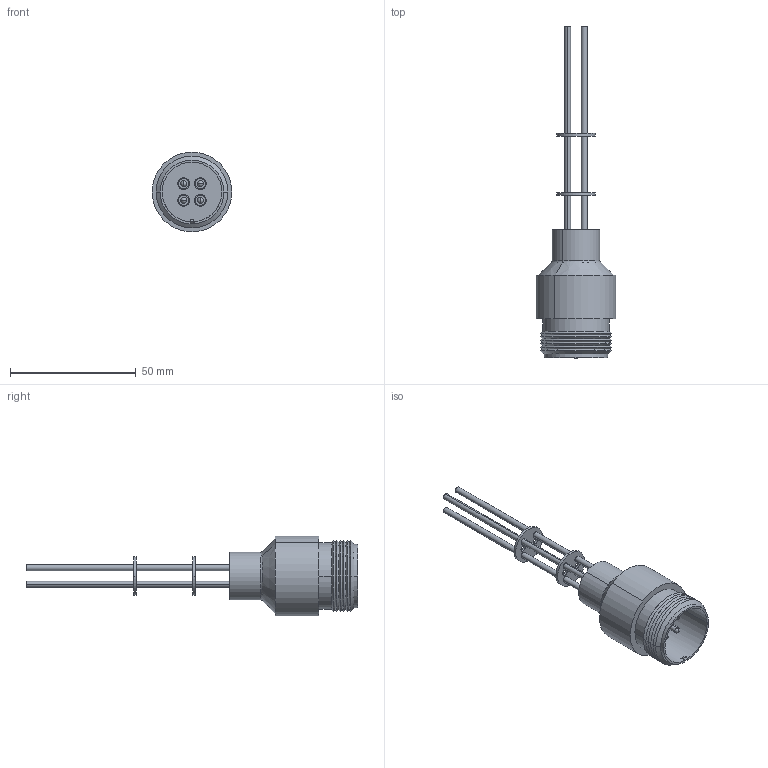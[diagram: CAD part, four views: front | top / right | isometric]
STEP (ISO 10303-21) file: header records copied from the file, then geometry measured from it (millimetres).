
FILE_DESCRIPTION (( 'STEP AP203' ), '1' );
FILE_NAME ('A2566-5-W.STEP', '2011-12-09T19:26:45', ( '' ), ( '' ), 'SwSTEP 2.0', 'SolidWorks 2011', '' );
FILE_SCHEMA (( 'CONFIG_CONTROL_DESIGN' ));
Length unit declared in the file: inch
Products named in the file (1): A2566-5-W
Bounding box: 31.7 x 132.15 x 31.7 mm (x, y, z)
Volume: 13366.6 mm3; surface area: 14718.5 mm2
Topology: 1 solids, 1 shells, 173 faces, 375 edges, 234 vertices
Faces by surface type: cylinder 89, plane 42, cone 30, torus 12
Entity records: 4895 total; most frequent: DIRECTION 946, CARTESIAN_POINT 801, ORIENTED_EDGE 750, AXIS2_PLACEMENT_3D 403, EDGE_CURVE 375, VERTEX_POINT 234, CIRCLE 229, EDGE_LOOP 223
